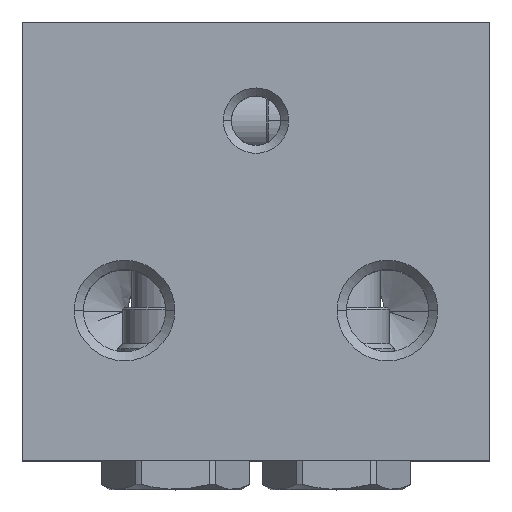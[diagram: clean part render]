
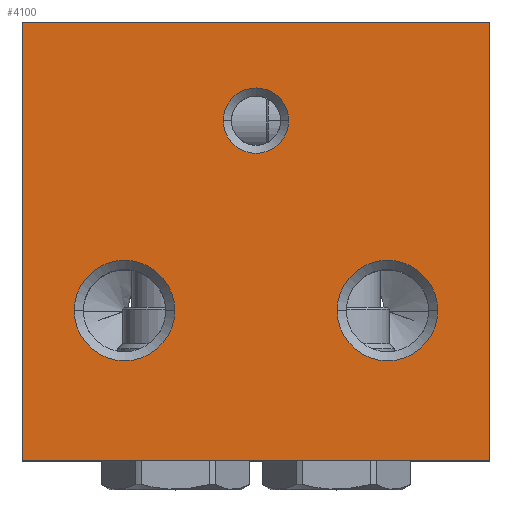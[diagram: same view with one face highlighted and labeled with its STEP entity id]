
A CAD part, top view. The second image highlights one B-rep face of the part: STEP entity #4100.
In plain terms, the highlighted planar face has unit normal (0, 0, 1).
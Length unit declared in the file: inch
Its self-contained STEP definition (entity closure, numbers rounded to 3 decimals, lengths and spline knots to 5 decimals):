
#153=DIRECTION('',(0.,-1.,0.));
#154=VECTOR('',#153,3.75);
#155=CARTESIAN_POINT('',(0.,0.,5.));
#156=LINE('',#155,#154);
#157=DIRECTION('',(-1.,0.,0.));
#158=VECTOR('',#157,4.);
#159=CARTESIAN_POINT('',(4.,0.,5.));
#160=LINE('',#159,#158);
#161=DIRECTION('',(0.,1.,0.));
#162=VECTOR('',#161,3.75);
#163=CARTESIAN_POINT('',(4.,-3.75,5.));
#164=LINE('',#163,#162);
#165=DIRECTION('',(1.,0.,0.));
#166=VECTOR('',#165,4.);
#167=CARTESIAN_POINT('',(0.,-3.75,5.));
#168=LINE('',#167,#166);
#169=CARTESIAN_POINT('',(0.875,-2.469,5.));
#170=DIRECTION('',(0.,0.,-1.));
#171=DIRECTION('',(-1.,0.,0.));
#172=AXIS2_PLACEMENT_3D('',#169,#170,#171);
#174=CARTESIAN_POINT('',(0.875,-2.469,5.));
#175=DIRECTION('',(0.,0.,-1.));
#176=DIRECTION('',(1.,0.,0.));
#177=AXIS2_PLACEMENT_3D('',#174,#175,#176);
#179=CARTESIAN_POINT('',(3.125,-2.469,5.));
#180=DIRECTION('',(0.,0.,-1.));
#181=DIRECTION('',(-1.,0.,0.));
#182=AXIS2_PLACEMENT_3D('',#179,#180,#181);
#184=CARTESIAN_POINT('',(3.125,-2.469,5.));
#185=DIRECTION('',(0.,0.,-1.));
#186=DIRECTION('',(1.,0.,0.));
#187=AXIS2_PLACEMENT_3D('',#184,#185,#186);
#189=CARTESIAN_POINT('',(2.,-0.844,5.));
#190=DIRECTION('',(0.,0.,-1.));
#191=DIRECTION('',(-1.,0.,0.));
#192=AXIS2_PLACEMENT_3D('',#189,#190,#191);
#194=CARTESIAN_POINT('',(2.,-0.844,5.));
#195=DIRECTION('',(0.,0.,-1.));
#196=DIRECTION('',(1.,0.,0.));
#197=AXIS2_PLACEMENT_3D('',#194,#195,#196);
#3476=CARTESIAN_POINT('',(0.,0.,5.));
#3477=CARTESIAN_POINT('',(0.,-3.75,5.));
#3478=VERTEX_POINT('',#3476);
#3479=VERTEX_POINT('',#3477);
#3480=CARTESIAN_POINT('',(4.,-3.75,5.));
#3481=VERTEX_POINT('',#3480);
#3482=CARTESIAN_POINT('',(4.,0.,5.));
#3483=VERTEX_POINT('',#3482);
#3612=CARTESIAN_POINT('',(0.445,-2.469,5.));
#3613=CARTESIAN_POINT('',(1.305,-2.469,5.));
#3614=VERTEX_POINT('',#3612);
#3615=VERTEX_POINT('',#3613);
#3627=CARTESIAN_POINT('',(2.695,-2.469,5.));
#3628=CARTESIAN_POINT('',(3.555,-2.469,5.));
#3629=VERTEX_POINT('',#3627);
#3630=VERTEX_POINT('',#3628);
#3642=CARTESIAN_POINT('',(1.72,-0.844,5.));
#3643=CARTESIAN_POINT('',(2.28,-0.844,5.));
#3644=VERTEX_POINT('',#3642);
#3645=VERTEX_POINT('',#3643);
#4071=CARTESIAN_POINT('',(0.,0.,5.));
#4072=DIRECTION('',(0.,0.,1.));
#4073=DIRECTION('',(1.,0.,0.));
#4074=AXIS2_PLACEMENT_3D('',#4071,#4072,#4073);
#4075=PLANE('',#4074);
#4076=ORIENTED_EDGE('',*,*,#3975,.F.);
#4077=ORIENTED_EDGE('',*,*,#4002,.F.);
#4078=ORIENTED_EDGE('',*,*,#4016,.F.);
#4079=ORIENTED_EDGE('',*,*,#4047,.F.);
#4080=EDGE_LOOP('',(#4076,#4077,#4078,#4079));
#4081=FACE_OUTER_BOUND('',#4080,.F.);
#4083=ORIENTED_EDGE('',*,*,#4082,.F.);
#4085=ORIENTED_EDGE('',*,*,#4084,.F.);
#4086=EDGE_LOOP('',(#4083,#4085));
#4087=FACE_BOUND('',#4086,.F.);
#4089=ORIENTED_EDGE('',*,*,#4088,.F.);
#4091=ORIENTED_EDGE('',*,*,#4090,.F.);
#4092=EDGE_LOOP('',(#4089,#4091));
#4093=FACE_BOUND('',#4092,.F.);
#4095=ORIENTED_EDGE('',*,*,#4094,.F.);
#4097=ORIENTED_EDGE('',*,*,#4096,.F.);
#4098=EDGE_LOOP('',(#4095,#4097));
#4099=FACE_BOUND('',#4098,.F.);
#4100=ADVANCED_FACE('',(#4081,#4087,#4093,#4099),#4075,.T.);
#173=CIRCLE('',#172,0.43);
#178=CIRCLE('',#177,0.43);
#183=CIRCLE('',#182,0.43);
#188=CIRCLE('',#187,0.43);
#193=CIRCLE('',#192,0.28);
#198=CIRCLE('',#197,0.28);
#3975=EDGE_CURVE('',#3478,#3479,#156,.T.);
#4002=EDGE_CURVE('',#3483,#3478,#160,.T.);
#4016=EDGE_CURVE('',#3481,#3483,#164,.T.);
#4047=EDGE_CURVE('',#3479,#3481,#168,.T.);
#4082=EDGE_CURVE('',#3614,#3615,#173,.T.);
#4084=EDGE_CURVE('',#3615,#3614,#178,.T.);
#4088=EDGE_CURVE('',#3629,#3630,#183,.T.);
#4090=EDGE_CURVE('',#3630,#3629,#188,.T.);
#4094=EDGE_CURVE('',#3644,#3645,#193,.T.);
#4096=EDGE_CURVE('',#3645,#3644,#198,.T.);
